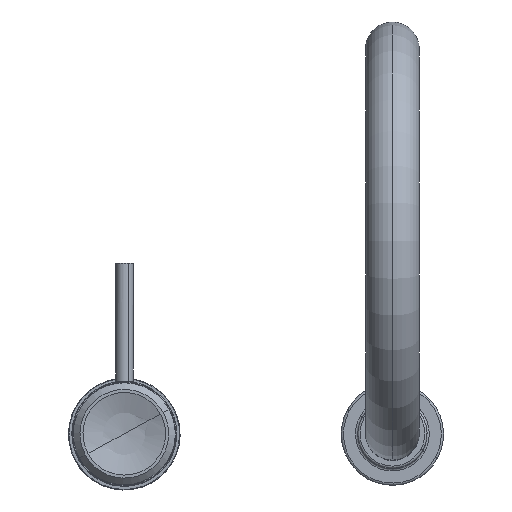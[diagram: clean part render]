
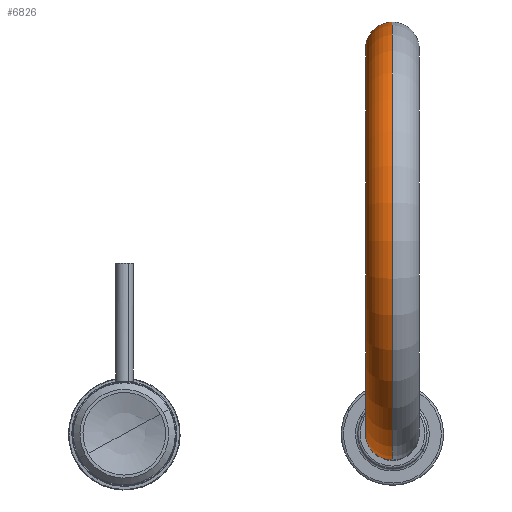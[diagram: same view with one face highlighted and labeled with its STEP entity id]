
A CAD part, top view. The second image highlights one B-rep face of the part: STEP entity #6826.
In plain terms, the highlighted toroidal (fillet/blend) face has major radius 86 mm and minor radius 12 mm.
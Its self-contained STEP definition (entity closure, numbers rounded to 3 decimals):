
#6774=CARTESIAN_POINT('Vertex',(120.,160.,266.)) ;
#6777=CARTESIAN_POINT('Axis2P3D Location',(120.,172.,266.)) ;
#6781=CARTESIAN_POINT('Vertex',(120.,184.,266.)) ;
#6796=CARTESIAN_POINT('Axis2P3D Location',(120.,86.,266.)) ;
#6801=CARTESIAN_POINT('Axis2P3D Location',(120.,86.,266.)) ;
#6805=CARTESIAN_POINT('Vertex',(120.,-12.,266.)) ;
#6808=CARTESIAN_POINT('Axis2P3D Location',(120.,86.,266.)) ;
#6812=CARTESIAN_POINT('Vertex',(120.,12.,266.)) ;
#6815=CARTESIAN_POINT('Axis2P3D Location',(120.,0.,266.)) ;
#6778=DIRECTION('Axis2P3D Direction',(0.,0.,-1.)) ;
#6797=DIRECTION('Axis2P3D Direction',(1.,0.,0.)) ;
#6798=DIRECTION('Axis2P3D XDirection',(0.,1.,0.)) ;
#6802=DIRECTION('Axis2P3D Direction',(1.,0.,-0.)) ;
#6809=DIRECTION('Axis2P3D Direction',(1.,0.,-0.)) ;
#6816=DIRECTION('Axis2P3D Direction',(0.,0.,1.)) ;
#6779=AXIS2_PLACEMENT_3D('Circle Axis2P3D',#6777,#6778,$) ;
#6799=AXIS2_PLACEMENT_3D('Torus Axis2P3D',#6796,#6797,#6798) ;
#6803=AXIS2_PLACEMENT_3D('Circle Axis2P3D',#6801,#6802,$) ;
#6810=AXIS2_PLACEMENT_3D('Circle Axis2P3D',#6808,#6809,$) ;
#6817=AXIS2_PLACEMENT_3D('Circle Axis2P3D',#6815,#6816,$) ;
#6780=CIRCLE('generated circle',#6779,12.) ;
#6804=CIRCLE('generated circle',#6803,98.) ;
#6811=CIRCLE('generated circle',#6810,74.) ;
#6818=CIRCLE('generated circle',#6817,12.) ;
#6800=TOROIDAL_SURFACE('homeo Torus',#6799,86.,12.) ;
#6783=EDGE_CURVE('',#6782,#6775,#6780,.F.) ;
#6807=EDGE_CURVE('',#6782,#6806,#6804,.T.) ;
#6814=EDGE_CURVE('',#6775,#6813,#6811,.T.) ;
#6819=EDGE_CURVE('',#6806,#6813,#6818,.F.) ;
#6821=ORIENTED_EDGE('',*,*,#6807,.F.) ;
#6822=ORIENTED_EDGE('',*,*,#6783,.T.) ;
#6823=ORIENTED_EDGE('',*,*,#6814,.T.) ;
#6824=ORIENTED_EDGE('',*,*,#6819,.F.) ;
#6820=EDGE_LOOP('',(#6821,#6822,#6823,#6824)) ;
#6775=VERTEX_POINT('',#6774) ;
#6782=VERTEX_POINT('',#6781) ;
#6806=VERTEX_POINT('',#6805) ;
#6813=VERTEX_POINT('',#6812) ;
#6826=ADVANCED_FACE('P9A881_AllCATPart.1\\PR97902.1\\P45332.1\\PartBody',(#6825),#6800,.T.) ;
#6825=FACE_OUTER_BOUND('',#6820,.T.) ;
